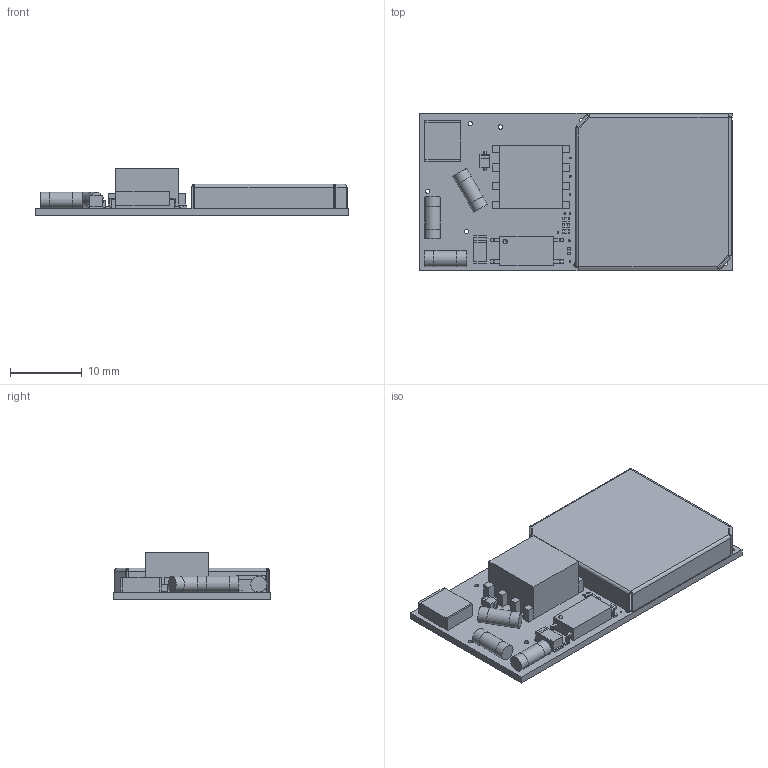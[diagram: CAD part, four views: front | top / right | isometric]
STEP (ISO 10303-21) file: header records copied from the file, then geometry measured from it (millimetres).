
FILE_DESCRIPTION(('FreeCAD Model'),'2;1');
FILE_NAME('v1r0.step', '2015-07-17T16:04:27',('FreeCAD'),('FreeCAD'), 'Open CASCADE STEP processor 6.3','FreeCAD','Unknown');
FILE_SCHEMA(('AUTOMOTIVE_DESIGN_CC2 { 1 2 10303 214 -1 1 5 4 }'));
Length unit declared in the file: millimetre
Products named in the file (45): Shape002; Shape013; Shape014; Shape015; Shape034; Shape035; Shape036; Shape037; Shape016; Shape017; Shape009; Shape010; Shape008; Shape011; Shape012; Shape024; Shape025; Shape026; Shape027; Shape019; Shape020; Shape028; Shape029; Shape030; Shape031; Shape032; Shape033; Shape018; shield; Shape021; Shape022; Shape023; Shape001; Shape003; Shape004; Shape005; Shape006; Shape007; Shape116; Shape117 ...
Bounding box: 43.5 x 21.92 x 6.51 mm (x, y, z)
Volume: 2165.6 mm3; surface area: 4881.9 mm2
Topology: 45 solids, 45 shells, 756 faces, 1879 edges, 1217 vertices
Faces by surface type: plane 507, cylinder 248, sphere 1
Full cylindrical faces by diameter (mm): 0.25 x193, 0.6 x4, 0.7 x3, 1.1 x4, 2.2 x9
Entity records: 48071 total; most frequent: CARTESIAN_POINT 8262, DIRECTION 7197, LINE 4253, VECTOR 4253, ORIENTED_EDGE 3756, PCURVE 3756, DEFINITIONAL_REPRESENTATION 3756, EDGE_CURVE 1878
